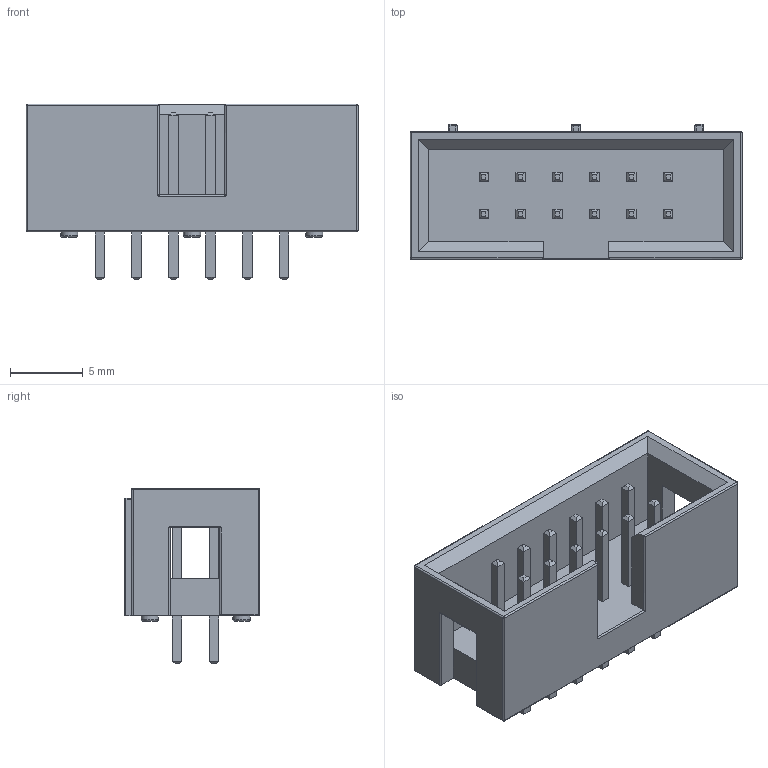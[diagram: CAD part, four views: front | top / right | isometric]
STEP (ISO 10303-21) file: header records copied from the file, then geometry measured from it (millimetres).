
FILE_DESCRIPTION(/* description */ ('Unknown'),/* implementation_level */ '2;1');
FILE_NAME(/* name */ 'BHR-12-VUA',/* time_stamp */ '2024-02-14T14:03:05+02:00',/* author */ ('Unknown'),/* organization */ ('Unknown'),/* preprocessor_version */ 'ST-DEVELOPER v18.102',/* originating_system */ 'Solid Edge',/* authorisation */ 'Unknown');
FILE_SCHEMA (('AUTOMOTIVE_DESIGN {1 0 10303 214 3 1 1}'));
Length unit declared in the file: millimetre
Products named in the file (1): BHR-12-VUA
Bounding box: 22.84 x 9.29 x 12.1 mm (x, y, z)
Volume: 914.7 mm3; surface area: 1504 mm2
Topology: 1 solids, 1 shells, 333 faces, 773 edges, 449 vertices
Faces by surface type: plane 261, cylinder 47, sphere 13, torus 12
Full cylindrical faces by diameter (mm): 1.178 x6
Entity records: 11249 total; most frequent: CARTESIAN_POINT 1513, DIRECTION 1504, ORIENTED_EDGE 1472, EDGE_CURVE 736, LINE 636, VECTOR 636, VERTEX_POINT 443, AXIS2_PLACEMENT_3D 434
